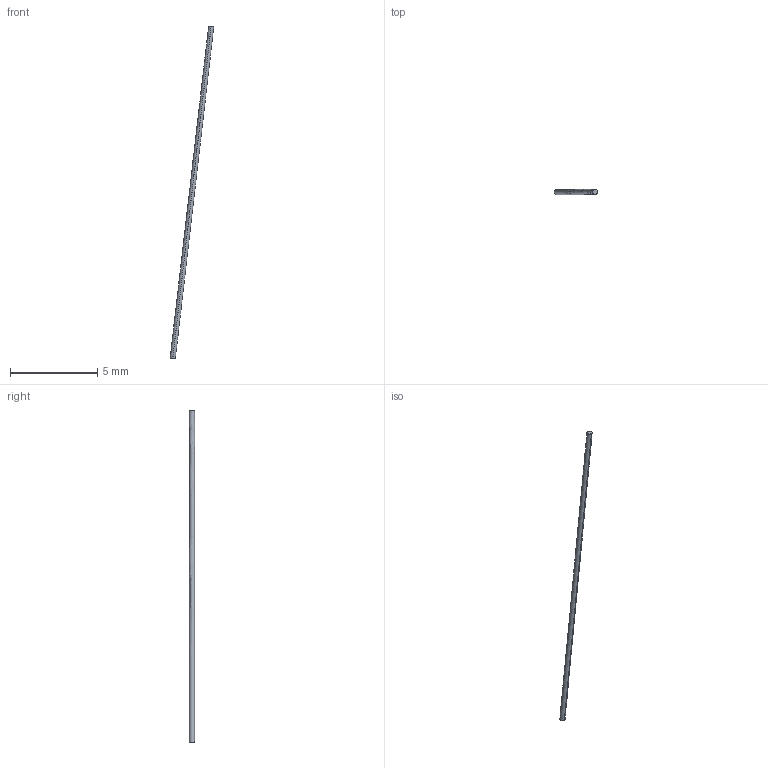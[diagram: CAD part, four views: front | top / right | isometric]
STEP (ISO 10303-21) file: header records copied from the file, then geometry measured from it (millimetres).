
FILE_DESCRIPTION((''),'2;1');
FILE_NAME('FUSE_5X20_GLASS_v_Part3.stp','2013-08-21T11:48:40',(''),(''),'Mechanical Desktop 2011','Mechanical Desktop 2011',', , ');
FILE_SCHEMA(('AUTOMOTIVE_DESIGN { 1 2 10303 214 1 1 1 1 }'));
Length unit declared in the file: millimetre
Products named in the file (1): Product
Bounding box: 2.5 x 0.3 x 19 mm (x, y, z)
Volume: 1.3 mm3; surface area: 18.1 mm2
Topology: 1 solids, 1 shells, 4 faces, 8 edges, 6 vertices
Faces by surface type: bspline 2, plane 2
Entity records: 185 total; most frequent: CARTESIAN_POINT 53, DIRECTION 20, ORIENTED_EDGE 16, AXIS2_PLACEMENT_3D 9, EDGE_CURVE 8, VERTEX_POINT 6, CIRCLE 6, PERSON 4
